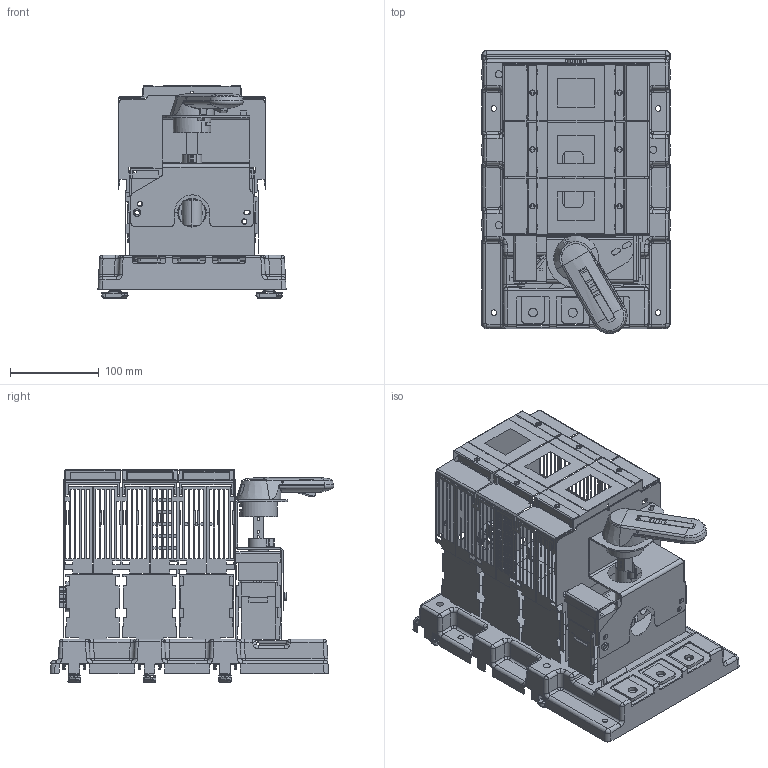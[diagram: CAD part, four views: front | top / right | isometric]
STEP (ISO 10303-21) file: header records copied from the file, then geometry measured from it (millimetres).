
FILE_DESCRIPTION (( 'STEP AP203' ), '1' );
FILE_NAME ('6305,0232,12_Dummy.STEP', '2017-03-15T07:28:44', ( 'Petter' ), ( '' ), 'SwSTEP 2.0', 'SolidWorks 2013', '' );
FILE_SCHEMA (( 'CONFIG_CONTROL_DESIGN' ));
Products named in the file (1): 6305,0232,12_Dummy
Bounding box: 212 x 319.45 x 239.51 mm (x, y, z)
Surface area: 373536.4 mm2 (no closed solid volume)
Topology: 0 solids, 183 shells, 897 faces, 5544 edges, 4737 vertices
Faces by surface type: cylinder 360, plane 314, bspline 159, cone 34, sphere 15, torus 15
Entity records: 61492 total; most frequent: CARTESIAN_POINT 24274, ORIENTED_EDGE 6872, DIRECTION 6482, EDGE_CURVE 5519, VERTEX_POINT 4735, VECTOR 3196, LINE 3196, AXIS2_PLACEMENT_3D 1643
